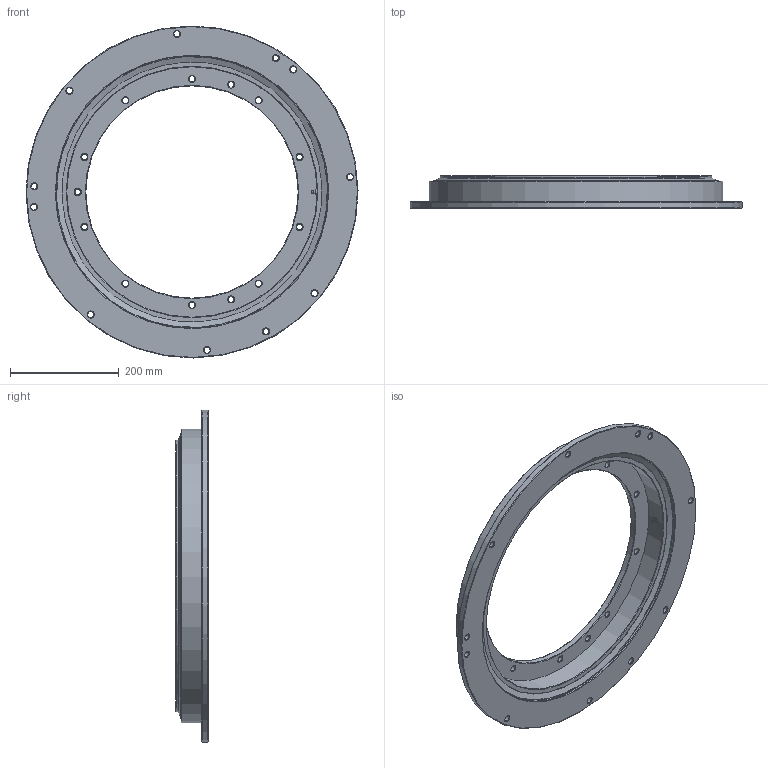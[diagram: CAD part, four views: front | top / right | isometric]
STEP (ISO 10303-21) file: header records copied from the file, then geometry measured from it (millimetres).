
FILE_DESCRIPTION(('FreeCAD Model'),'2;1');
FILE_NAME('Open CASCADE Shape Model','2025-05-03T13:17:06',('FreeCAD'),( 'FreeCAD'),'Open CASCADE STEP processor 7.6','FreeCAD','Unknown');
FILE_SCHEMA(('AUTOMOTIVE_DESIGN { 1 0 10303 214 1 1 1 1 }'));
Length unit declared in the file: millimetre
Products named in the file (1): Open CASCADE STEP translator 7.6 1
Bounding box: 609.98 x 60 x 609.98 mm (x, y, z)
Volume: 4336044 mm3; surface area: 980552.5 mm2
Topology: 148 solids, 148 shells, 464 faces, 830 edges, 526 vertices
Faces by surface type: sphere 213, cylinder 121, cone 71, plane 33, torus 25, bspline 1
Full cylindrical faces by diameter (mm): 3.5 x1, 5.5 x1, 6 x1, 7 x1, 8 x1, 10.2 x6, 11 x18, 16 x71, 23.5 x1, 24 x1, 390 x1, 460 x1, 478 x1, 491.6 x1, 492 x1, 499.6 x3, 500.4 x3, 508 x1, 508.4 x1, 540 x1, 610 x1
Entity records: 10888 total; most frequent: CARTESIAN_POINT 3190, DIRECTION 1650, ORIENTED_EDGE 1234, AXIS2_PLACEMENT_3D 810, EDGE_CURVE 617, FACE_BOUND 532, ADVANCED_FACE 464, EDGE_LOOP 461
